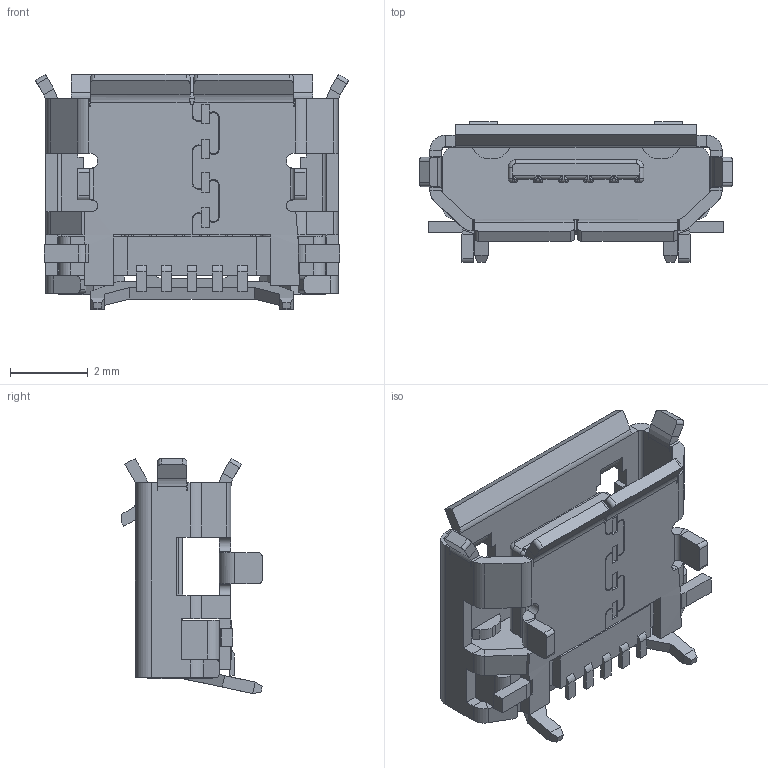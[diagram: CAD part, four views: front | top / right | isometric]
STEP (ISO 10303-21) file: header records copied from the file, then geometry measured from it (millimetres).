
FILE_DESCRIPTION (( 'STEP AP214' ), '1' );
FILE_NAME ('10103594-0001LF.STEP', '2024-05-07T20:44:45', ( '' ), ( '' ), 'SwSTEP 2.0', 'SolidWorks 2021', '' );
FILE_SCHEMA (( 'AUTOMOTIVE_DESIGN' ));
Length unit declared in the file: millimetre
Products named in the file (1): 10103594-0001LF
Bounding box: 8.04 x 3.6 x 6.03 mm (x, y, z)
Volume: 44.8 mm3; surface area: 281.6 mm2
Topology: 9 solids, 9 shells, 696 faces, 1841 edges, 1144 vertices
Faces by surface type: plane 502, cylinder 170, bspline 20, sphere 2, torus 2
Entity records: 21419 total; most frequent: CARTESIAN_POINT 4263, ORIENTED_EDGE 3658, DIRECTION 3379, EDGE_CURVE 1829, VECTOR 1439, LINE 1439, VERTEX_POINT 1144, AXIS2_PLACEMENT_3D 970
